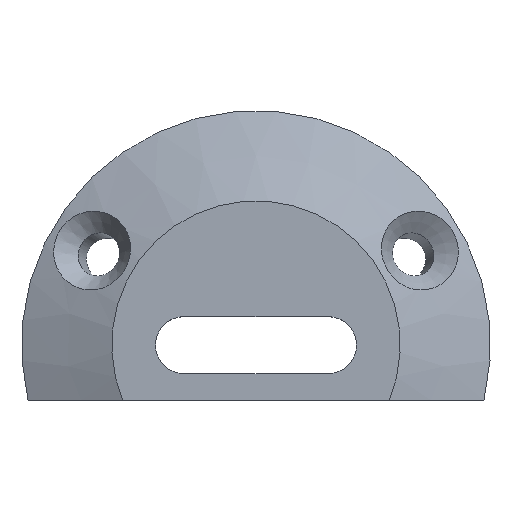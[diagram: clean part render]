
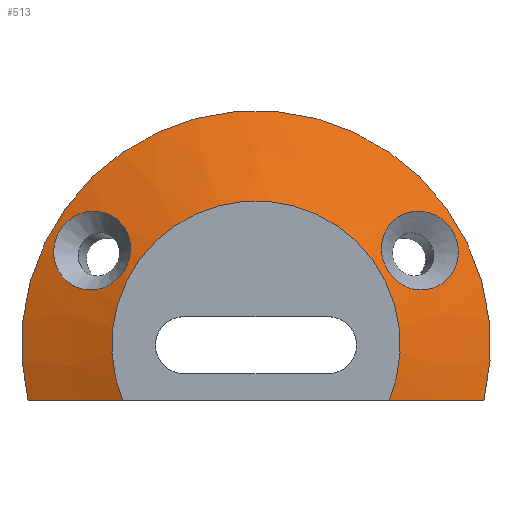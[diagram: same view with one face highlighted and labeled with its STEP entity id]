
A CAD part, top view. The second image highlights one B-rep face of the part: STEP entity #513.
In plain terms, the highlighted conical face has half-angle 66 degrees and reference radius 28.262 mm.
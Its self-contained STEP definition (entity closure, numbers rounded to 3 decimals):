
#73=CARTESIAN_POINT('',(34.014,-8.25,-1.));
#74=VERTEX_POINT('',#73);
#83=CARTESIAN_POINT('',(19.88,-8.25,5.));
#84=VERTEX_POINT('',#83);
#85=CARTESIAN_POINT('',(19.88,-8.25,5.));
#86=CARTESIAN_POINT('',(25.262,-8.25,2.787));
#87=CARTESIAN_POINT('',(34.014,-8.25,-1.));
#95=(BOUNDED_CURVE()B_SPLINE_CURVE(2,(#85,#86,#87),.UNSPECIFIED.,.F.,.U.)B_SPLINE_CURVE_WITH_KNOTS((3,3),(0.0,1.535),.UNSPECIFIED.)CURVE()GEOMETRIC_REPRESENTATION_ITEM()RATIONAL_B_SPLINE_CURVE((1.0,1.033,1.0))REPRESENTATION_ITEM(''));
#96=EDGE_CURVE('',#84,#74,#95,.T.);
#98=CARTESIAN_POINT('',(-19.88,-8.25,5.));
#99=VERTEX_POINT('',#98);
#106=CARTESIAN_POINT('',(-34.014,-8.25,-1.));
#107=VERTEX_POINT('',#106);
#108=CARTESIAN_POINT('',(-34.014,-8.25,-1.));
#109=CARTESIAN_POINT('',(-25.262,-8.25,2.787));
#110=CARTESIAN_POINT('',(-19.88,-8.25,5.));
#118=(BOUNDED_CURVE()B_SPLINE_CURVE(2,(#108,#109,#110),.UNSPECIFIED.,.F.,.U.)B_SPLINE_CURVE_WITH_KNOTS((3,3),(0.0,1.535),.UNSPECIFIED.)CURVE()GEOMETRIC_REPRESENTATION_ITEM()RATIONAL_B_SPLINE_CURVE((1.0,1.033,1.0))REPRESENTATION_ITEM(''));
#119=EDGE_CURVE('',#107,#99,#118,.T.);
#315=CARTESIAN_POINT('',(-19.57,11.299,4.522));
#316=VERTEX_POINT('',#315);
#317=CARTESIAN_POINT('',(-29.381,16.963,-0.522));
#318=VERTEX_POINT('',#317);
#319=CARTESIAN_POINT('',(-19.57,11.299,4.522));
#320=CARTESIAN_POINT('',(-19.902,10.725,4.522));
#321=CARTESIAN_POINT('',(-20.351,10.166,4.458));
#322=CARTESIAN_POINT('',(-21.399,9.246,4.208));
#323=CARTESIAN_POINT('',(-21.996,8.886,4.022));
#324=CARTESIAN_POINT('',(-23.163,8.411,3.613));
#325=CARTESIAN_POINT('',(-23.82,8.261,3.359));
#326=CARTESIAN_POINT('',(-25.129,8.207,2.814));
#327=CARTESIAN_POINT('',(-25.782,8.304,2.523));
#328=CARTESIAN_POINT('',(-27.097,8.727,1.908));
#329=CARTESIAN_POINT('',(-27.829,9.151,1.541));
#330=CARTESIAN_POINT('',(-29.036,10.301,0.867));
#331=CARTESIAN_POINT('',(-29.511,11.027,0.559));
#332=CARTESIAN_POINT('',(-30.108,12.573,0.059));
#333=CARTESIAN_POINT('',(-30.252,13.487,-0.159));
#334=CARTESIAN_POINT('',(-30.109,15.301,-0.449));
#335=CARTESIAN_POINT('',(-29.821,16.201,-0.522));
#336=CARTESIAN_POINT('',(-29.381,16.963,-0.522));
#337=B_SPLINE_CURVE_WITH_KNOTS('',3,(#319,#320,#321,#322,#323,#324,#325,#326,#327,#328,#329,#330,#331,#332,#333,#334,#335,#336),.UNSPECIFIED.,.F.,.U.,(4,2,2,2,2,2,2,2,4),(0.795,0.993,1.192,1.391,1.589,1.844,2.1,2.364,2.628),.UNSPECIFIED.);
#338=EDGE_CURVE('',#316,#318,#337,.T.);
#340=CARTESIAN_POINT('',(-29.381,16.963,-0.522));
#341=CARTESIAN_POINT('',(-28.941,17.725,-0.522));
#342=CARTESIAN_POINT('',(-28.305,18.424,-0.449));
#343=CARTESIAN_POINT('',(-26.806,19.456,-0.159));
#344=CARTESIAN_POINT('',(-25.942,19.788,0.059));
#345=CARTESIAN_POINT('',(-24.305,20.044,0.559));
#346=CARTESIAN_POINT('',(-23.439,19.996,0.867));
#347=CARTESIAN_POINT('',(-21.839,19.526,1.541));
#348=CARTESIAN_POINT('',(-21.106,19.103,1.908));
#349=CARTESIAN_POINT('',(-20.53,18.582,2.254));
#350=CARTESIAN_POINT('',(-20.082,18.176,2.523));
#351=CARTESIAN_POINT('',(-19.672,17.659,2.814));
#352=CARTESIAN_POINT('',(-19.064,16.498,3.359));
#353=CARTESIAN_POINT('',(-18.866,15.854,3.613));
#354=CARTESIAN_POINT('',(-18.693,14.607,4.022));
#355=CARTESIAN_POINT('',(-18.707,13.909,4.208));
#356=CARTESIAN_POINT('',(-18.979,12.542,4.458));
#357=CARTESIAN_POINT('',(-19.239,11.873,4.522));
#358=CARTESIAN_POINT('',(-19.57,11.299,4.522));
#359=B_SPLINE_CURVE_WITH_KNOTS('',3,(#340,#341,#342,#343,#344,#345,#346,#347,#348,#349,#350,#351,#352,#353,#354,#355,#356,#357,#358),.UNSPECIFIED.,.F.,.U.,(4,2,2,2,3,2,2,2,4),(2.628,2.892,3.156,3.411,3.666,3.865,4.063,4.262,4.461),.UNSPECIFIED.);
#360=EDGE_CURVE('',#318,#316,#359,.T.);
#393=CARTESIAN_POINT('',(19.57,11.299,4.522));
#394=VERTEX_POINT('',#393);
#395=CARTESIAN_POINT('',(29.381,16.963,-0.522));
#396=VERTEX_POINT('',#395);
#397=CARTESIAN_POINT('',(19.57,11.299,4.522));
#398=CARTESIAN_POINT('',(19.239,11.873,4.522));
#399=CARTESIAN_POINT('',(18.979,12.542,4.458));
#400=CARTESIAN_POINT('',(18.707,13.909,4.208));
#401=CARTESIAN_POINT('',(18.693,14.607,4.022));
#402=CARTESIAN_POINT('',(18.866,15.854,3.613));
#403=CARTESIAN_POINT('',(19.064,16.498,3.359));
#404=CARTESIAN_POINT('',(19.672,17.659,2.814));
#405=CARTESIAN_POINT('',(20.082,18.176,2.523));
#406=CARTESIAN_POINT('',(21.106,19.103,1.908));
#407=CARTESIAN_POINT('',(21.839,19.526,1.541));
#408=CARTESIAN_POINT('',(23.439,19.996,0.867));
#409=CARTESIAN_POINT('',(24.305,20.044,0.559));
#410=CARTESIAN_POINT('',(25.942,19.788,0.059));
#411=CARTESIAN_POINT('',(26.806,19.456,-0.159));
#412=CARTESIAN_POINT('',(28.305,18.424,-0.449));
#413=CARTESIAN_POINT('',(28.941,17.725,-0.522));
#414=CARTESIAN_POINT('',(29.381,16.963,-0.522));
#415=B_SPLINE_CURVE_WITH_KNOTS('',3,(#397,#398,#399,#400,#401,#402,#403,#404,#405,#406,#407,#408,#409,#410,#411,#412,#413,#414),.UNSPECIFIED.,.F.,.U.,(4,2,2,2,2,2,2,2,4),(0.795,0.993,1.192,1.391,1.589,1.844,2.1,2.364,2.628),.UNSPECIFIED.);
#416=EDGE_CURVE('',#394,#396,#415,.T.);
#418=CARTESIAN_POINT('',(29.381,16.963,-0.522));
#419=CARTESIAN_POINT('',(29.821,16.201,-0.522));
#420=CARTESIAN_POINT('',(30.109,15.301,-0.449));
#421=CARTESIAN_POINT('',(30.252,13.487,-0.159));
#422=CARTESIAN_POINT('',(30.108,12.573,0.059));
#423=CARTESIAN_POINT('',(29.511,11.027,0.559));
#424=CARTESIAN_POINT('',(29.036,10.301,0.867));
#425=CARTESIAN_POINT('',(27.829,9.151,1.541));
#426=CARTESIAN_POINT('',(27.097,8.727,1.908));
#427=CARTESIAN_POINT('',(26.357,8.489,2.254));
#428=CARTESIAN_POINT('',(25.782,8.304,2.523));
#429=CARTESIAN_POINT('',(25.129,8.207,2.814));
#430=CARTESIAN_POINT('',(23.82,8.261,3.359));
#431=CARTESIAN_POINT('',(23.163,8.411,3.613));
#432=CARTESIAN_POINT('',(21.996,8.886,4.022));
#433=CARTESIAN_POINT('',(21.399,9.246,4.208));
#434=CARTESIAN_POINT('',(20.351,10.166,4.458));
#435=CARTESIAN_POINT('',(19.902,10.725,4.522));
#436=CARTESIAN_POINT('',(19.57,11.299,4.522));
#437=B_SPLINE_CURVE_WITH_KNOTS('',3,(#418,#419,#420,#421,#422,#423,#424,#425,#426,#427,#428,#429,#430,#431,#432,#433,#434,#435,#436),.UNSPECIFIED.,.F.,.U.,(4,2,2,2,3,2,2,2,4),(2.628,2.892,3.156,3.411,3.666,3.865,4.063,4.262,4.461),.UNSPECIFIED.);
#438=EDGE_CURVE('',#396,#394,#437,.T.);
#472=CARTESIAN_POINT('',(0.0,0.,5.));
#473=DIRECTION('',(0.0,0.0,-1.0));
#474=DIRECTION('',(1.0,0.0,0.0));
#475=AXIS2_PLACEMENT_3D('',#472,#473,#474);
#476=CIRCLE('',#475,21.524);
#477=EDGE_CURVE('',#99,#84,#476,.T.);
#488=CARTESIAN_POINT('',(0.0,0.,2.));
#489=DIRECTION('',(0.0,0.,-1.0));
#490=DIRECTION('',(1.0,0.0,0.0));
#491=AXIS2_PLACEMENT_3D('',#488,#489,#490);
#492=CONICAL_SURFACE('',#491,28.262,66.);
#493=ORIENTED_EDGE('',*,*,#96,.T.);
#494=CARTESIAN_POINT('',(0.0,0.,-1.0));
#495=DIRECTION('',(0.0,0.0,-1.0));
#496=DIRECTION('',(1.0,0.0,0.0));
#497=AXIS2_PLACEMENT_3D('',#494,#495,#496);
#498=CIRCLE('',#497,35.0);
#499=EDGE_CURVE('',#107,#74,#498,.T.);
#500=ORIENTED_EDGE('',*,*,#499,.F.);
#501=ORIENTED_EDGE('',*,*,#119,.T.);
#502=ORIENTED_EDGE('',*,*,#477,.T.);
#503=EDGE_LOOP('',(#493,#500,#501,#502));
#504=FACE_OUTER_BOUND('',#503,.T.);
#505=ORIENTED_EDGE('',*,*,#338,.T.);
#506=ORIENTED_EDGE('',*,*,#360,.T.);
#507=EDGE_LOOP('',(#505,#506));
#508=FACE_BOUND('',#507,.T.);
#509=ORIENTED_EDGE('',*,*,#416,.T.);
#510=ORIENTED_EDGE('',*,*,#438,.T.);
#511=EDGE_LOOP('',(#509,#510));
#512=FACE_BOUND('',#511,.T.);
#513=ADVANCED_FACE('',(#504,#508,#512),#492,.T.);
